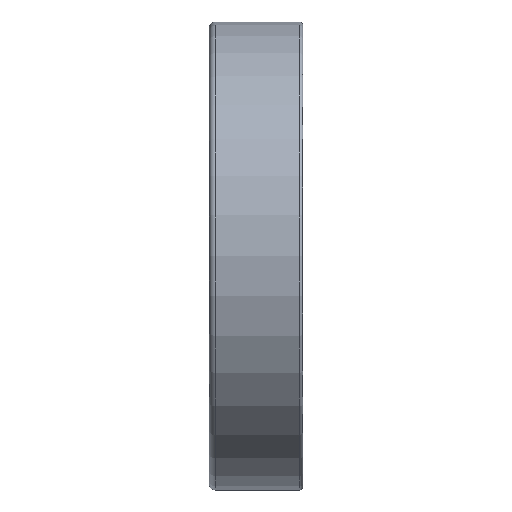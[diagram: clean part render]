
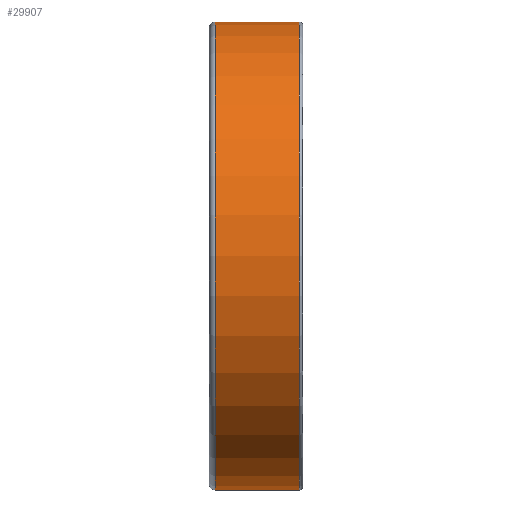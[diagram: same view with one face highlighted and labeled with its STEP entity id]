
A CAD part, top view. The second image highlights one B-rep face of the part: STEP entity #29907.
In plain terms, the highlighted cylindrical face has radius 40 mm (diameter 80 mm), a partial arc.
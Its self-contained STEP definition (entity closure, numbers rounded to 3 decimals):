
#19882=DIRECTION('',(-1.,0.,0.));
#19883=VECTOR('',#19882,14.4);
#19884=CARTESIAN_POINT('',(7.4,40.,0.));
#19885=LINE('',#19884,#19883);
#19889=DIRECTION('',(-1.,0.,0.));
#19890=VECTOR('',#19889,14.4);
#19891=CARTESIAN_POINT('',(7.4,-40.,0.));
#19892=LINE('',#19891,#19890);
#19904=CARTESIAN_POINT('',(7.4,0.,0.));
#19905=DIRECTION('',(1.,0.,0.));
#19906=DIRECTION('',(0.,1.,0.));
#19907=AXIS2_PLACEMENT_3D('',#19904,#19905,#19906);
#19912=CARTESIAN_POINT('',(-7.,0.,0.));
#19913=DIRECTION('',(1.,0.,0.));
#19914=DIRECTION('',(0.,1.,0.));
#19915=AXIS2_PLACEMENT_3D('',#19912,#19913,#19914);
#26911=CARTESIAN_POINT('',(7.4,40.,0.));
#26912=CARTESIAN_POINT('',(-7.,40.,0.));
#26913=VERTEX_POINT('',#26911);
#26914=VERTEX_POINT('',#26912);
#26923=CARTESIAN_POINT('',(7.4,-40.,0.));
#26924=CARTESIAN_POINT('',(-7.,-40.,0.));
#26925=VERTEX_POINT('',#26923);
#26926=VERTEX_POINT('',#26924);
#29895=CARTESIAN_POINT('',(-8.8,0.,0.));
#29896=DIRECTION('',(1.,0.,0.));
#29897=DIRECTION('',(0.,-1.,0.));
#29898=AXIS2_PLACEMENT_3D('',#29895,#29896,#29897);
#29899=CYLINDRICAL_SURFACE('',#29898,40.);
#29900=ORIENTED_EDGE('',*,*,#29885,.F.);
#29901=ORIENTED_EDGE('',*,*,#29862,.T.);
#29902=ORIENTED_EDGE('',*,*,#29889,.T.);
#29904=ORIENTED_EDGE('',*,*,#29903,.F.);
#29905=EDGE_LOOP('',(#29900,#29901,#29902,#29904));
#29906=FACE_OUTER_BOUND('',#29905,.F.);
#19908=CIRCLE('',#19907,40.);
#19916=CIRCLE('',#19915,40.);
#29862=EDGE_CURVE('',#26913,#26925,#19908,.T.);
#29885=EDGE_CURVE('',#26913,#26914,#19885,.T.);
#29889=EDGE_CURVE('',#26925,#26926,#19892,.T.);
#29903=EDGE_CURVE('',#26914,#26926,#19916,.T.);
#29907=ADVANCED_FACE('',(#29906),#29899,.T.);
